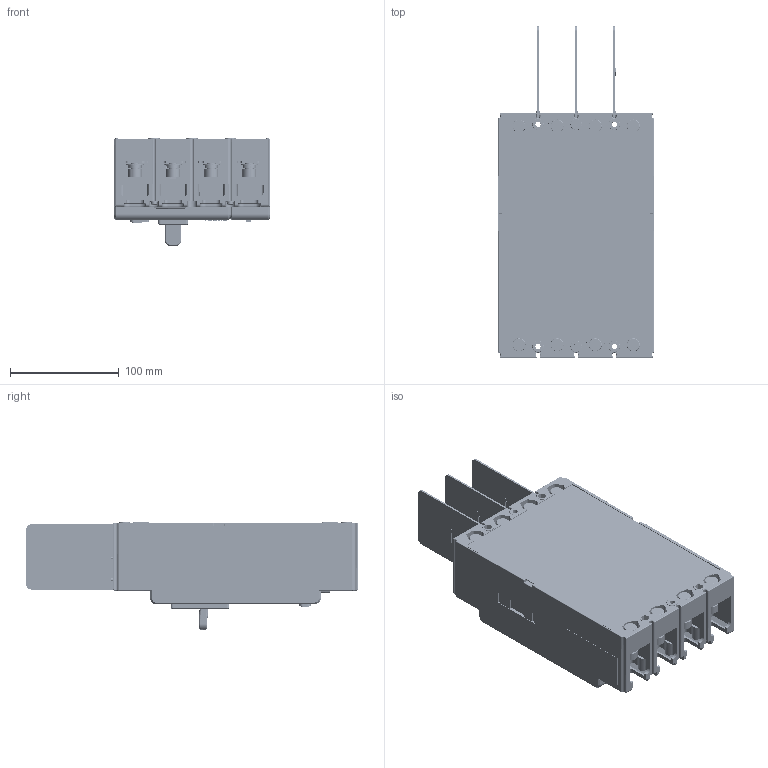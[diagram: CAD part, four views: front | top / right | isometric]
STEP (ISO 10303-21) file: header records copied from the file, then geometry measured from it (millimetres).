
FILE_DESCRIPTION((''),'2;1');
FILE_NAME('PRT0001','2024-04-01T',('baocang.li'),(''),'PRO/ENGINEER BY PARAMETRIC TECHNOLOGY CORPORATION, 2015440','PRO/ENGINEER BY PARAMETRIC TECHNOLOGY CORPORATION, 2015440','');
FILE_SCHEMA(('CONFIG_CONTROL_DESIGN'));
Products named in the file (1): PRT0001
Bounding box: 143.3 x 304.85 x 99.06 mm (x, y, z)
Volume: 1727740 mm3; surface area: 402720.2 mm2
Topology: 9 solids, 65 shells, 6666 faces, 17498 edges, 11046 vertices
Faces by surface type: plane 3657, cylinder 2020, torus 351, extrusion 231, cone 224, sphere 126, bspline 57
Entity records: 209090 total; most frequent: CARTESIAN_POINT 43798, ORIENTED_EDGE 34782, DIRECTION 34043, EDGE_CURVE 17391, VECTOR 11739, LINE 11508, AXIS2_PLACEMENT_3D 11152, VERTEX_POINT 11046
